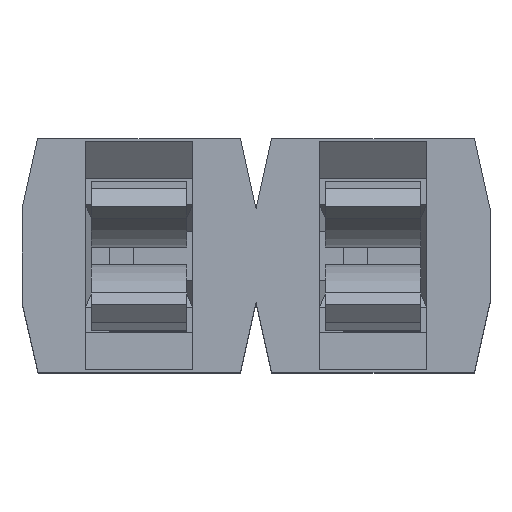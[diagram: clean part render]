
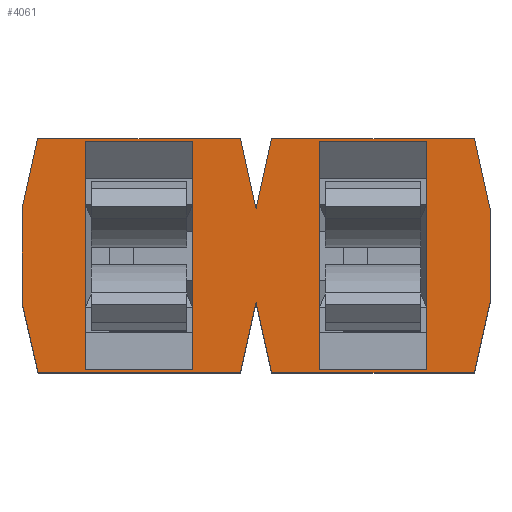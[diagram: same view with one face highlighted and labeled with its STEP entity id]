
A CAD part, top view. The second image highlights one B-rep face of the part: STEP entity #4061.
In plain terms, the highlighted face is planar.
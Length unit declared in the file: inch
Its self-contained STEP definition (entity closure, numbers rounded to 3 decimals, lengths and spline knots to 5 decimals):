
#139=FACE_BOUND('',#392,.T.);
#140=FACE_BOUND('',#393,.T.);
#175=FACE_OUTER_BOUND('',#391,.T.);
#391=EDGE_LOOP('',(#2827,#2828,#2829,#2830,#2831,#2832,#2833,#2834,#2835,
#2836,#2837,#2838,#2839,#2840));
#392=EDGE_LOOP('',(#2841,#2842,#2843,#2844));
#393=EDGE_LOOP('',(#2845,#2846,#2847,#2848));
#575=LINE('',#5651,#1111);
#579=LINE('',#5658,#1115);
#586=LINE('',#5674,#1122);
#644=LINE('',#5788,#1180);
#646=LINE('',#5792,#1182);
#649=LINE('',#5798,#1185);
#651=LINE('',#5802,#1187);
#688=LINE('',#5876,#1224);
#707=LINE('',#5912,#1243);
#709=LINE('',#5915,#1245);
#710=LINE('',#5916,#1246);
#711=LINE('',#5918,#1247);
#712=LINE('',#5920,#1248);
#713=LINE('',#5922,#1249);
#714=LINE('',#5924,#1250);
#715=LINE('',#5925,#1251);
#716=LINE('',#5926,#1252);
#717=LINE('',#5927,#1253);
#718=LINE('',#5930,#1254);
#719=LINE('',#5932,#1255);
#720=LINE('',#5934,#1256);
#721=LINE('',#5935,#1257);
#1111=VECTOR('',#4539,0.04);
#1115=VECTOR('',#4545,0.03078);
#1122=VECTOR('',#4554,0.0867);
#1180=VECTOR('',#4632,0.03073);
#1182=VECTOR('',#4636,0.03073);
#1185=VECTOR('',#4641,0.03073);
#1187=VECTOR('',#4645,0.03073);
#1224=VECTOR('',#4700,0.046);
#1243=VECTOR('',#4737,0.046);
#1245=VECTOR('',#4741,0.03073);
#1246=VECTOR('',#4742,0.08648);
#1247=VECTOR('',#4743,0.0867);
#1248=VECTOR('',#4744,0.03073);
#1249=VECTOR('',#4745,0.04);
#1250=VECTOR('',#4746,0.03073);
#1251=VECTOR('',#4747,0.0867);
#1252=VECTOR('',#4748,0.0975);
#1253=VECTOR('',#4749,0.0975);
#1254=VECTOR('',#4750,0.0975);
#1255=VECTOR('',#4751,0.046);
#1256=VECTOR('',#4752,0.0975);
#1257=VECTOR('',#4753,0.046);
#1647=VERTEX_POINT('',#5648);
#1648=VERTEX_POINT('',#5650);
#1650=VERTEX_POINT('',#5656);
#1657=VERTEX_POINT('',#5671);
#1658=VERTEX_POINT('',#5673);
#1704=VERTEX_POINT('',#5787);
#1705=VERTEX_POINT('',#5791);
#1706=VERTEX_POINT('',#5795);
#1707=VERTEX_POINT('',#5797);
#1708=VERTEX_POINT('',#5801);
#1734=VERTEX_POINT('',#5870);
#1736=VERTEX_POINT('',#5874);
#1743=VERTEX_POINT('',#5909);
#1744=VERTEX_POINT('',#5911);
#1745=VERTEX_POINT('',#5917);
#1746=VERTEX_POINT('',#5919);
#1747=VERTEX_POINT('',#5921);
#1748=VERTEX_POINT('',#5923);
#1749=VERTEX_POINT('',#5928);
#1750=VERTEX_POINT('',#5929);
#1751=VERTEX_POINT('',#5931);
#1752=VERTEX_POINT('',#5933);
#2043=EDGE_CURVE('',#1648,#1647,#575,.T.);
#2047=EDGE_CURVE('',#1647,#1650,#579,.T.);
#2054=EDGE_CURVE('',#1658,#1657,#586,.T.);
#2112=EDGE_CURVE('',#1704,#1658,#644,.T.);
#2114=EDGE_CURVE('',#1705,#1704,#646,.T.);
#2117=EDGE_CURVE('',#1707,#1706,#649,.T.);
#2119=EDGE_CURVE('',#1708,#1707,#651,.T.);
#2156=EDGE_CURVE('',#1736,#1734,#688,.T.);
#2175=EDGE_CURVE('',#1743,#1744,#707,.T.);
#2177=EDGE_CURVE('',#1657,#1648,#709,.T.);
#2178=EDGE_CURVE('',#1650,#1708,#710,.T.);
#2179=EDGE_CURVE('',#1706,#1745,#711,.T.);
#2180=EDGE_CURVE('',#1745,#1746,#712,.T.);
#2181=EDGE_CURVE('',#1746,#1747,#713,.T.);
#2182=EDGE_CURVE('',#1747,#1748,#714,.T.);
#2183=EDGE_CURVE('',#1748,#1705,#715,.T.);
#2184=EDGE_CURVE('',#1734,#1743,#716,.T.);
#2185=EDGE_CURVE('',#1744,#1736,#717,.T.);
#2186=EDGE_CURVE('',#1749,#1750,#718,.T.);
#2187=EDGE_CURVE('',#1751,#1749,#719,.T.);
#2188=EDGE_CURVE('',#1752,#1751,#720,.T.);
#2189=EDGE_CURVE('',#1750,#1752,#721,.T.);
#2827=ORIENTED_EDGE('',*,*,#2112,.T.);
#2828=ORIENTED_EDGE('',*,*,#2054,.T.);
#2829=ORIENTED_EDGE('',*,*,#2177,.T.);
#2830=ORIENTED_EDGE('',*,*,#2043,.T.);
#2831=ORIENTED_EDGE('',*,*,#2047,.T.);
#2832=ORIENTED_EDGE('',*,*,#2178,.T.);
#2833=ORIENTED_EDGE('',*,*,#2119,.T.);
#2834=ORIENTED_EDGE('',*,*,#2117,.T.);
#2835=ORIENTED_EDGE('',*,*,#2179,.T.);
#2836=ORIENTED_EDGE('',*,*,#2180,.T.);
#2837=ORIENTED_EDGE('',*,*,#2181,.T.);
#2838=ORIENTED_EDGE('',*,*,#2182,.T.);
#2839=ORIENTED_EDGE('',*,*,#2183,.T.);
#2840=ORIENTED_EDGE('',*,*,#2114,.T.);
#2841=ORIENTED_EDGE('',*,*,#2175,.F.);
#2842=ORIENTED_EDGE('',*,*,#2184,.F.);
#2843=ORIENTED_EDGE('',*,*,#2156,.F.);
#2844=ORIENTED_EDGE('',*,*,#2185,.F.);
#2845=ORIENTED_EDGE('',*,*,#2186,.F.);
#2846=ORIENTED_EDGE('',*,*,#2187,.F.);
#2847=ORIENTED_EDGE('',*,*,#2188,.F.);
#2848=ORIENTED_EDGE('',*,*,#2189,.F.);
#3875=PLANE('',#4281);
#4061=ADVANCED_FACE('',(#175,#139,#140),#3875,.T.);
#4281=AXIS2_PLACEMENT_3D('',#5914,#4739,#4740);
#4539=DIRECTION('',(0.,0.,1.));
#4545=DIRECTION('',(0.223,0.,0.975));
#4554=DIRECTION('',(-1.,0.,0.));
#4632=DIRECTION('',(-0.216,0.,-0.976));
#4636=DIRECTION('',(-0.216,0.,0.976));
#4641=DIRECTION('',(0.216,0.,0.976));
#4645=DIRECTION('',(0.216,0.,-0.976));
#4700=DIRECTION('',(1.,0.,0.));
#4737=DIRECTION('',(-1.,0.,0.));
#4739=DIRECTION('center_axis',(0.,1.,0.));
#4740=DIRECTION('ref_axis',(0.,0.,1.));
#4741=DIRECTION('',(-0.216,0.,0.976));
#4742=DIRECTION('',(1.,0.,0.));
#4743=DIRECTION('',(1.,0.,0.));
#4744=DIRECTION('',(0.216,0.,-0.976));
#4745=DIRECTION('',(0.,0.,-1.));
#4746=DIRECTION('',(-0.216,0.,-0.976));
#4747=DIRECTION('',(-1.,0.,0.));
#4748=DIRECTION('',(0.,0.,-1.));
#4749=DIRECTION('',(0.,0.,1.));
#4750=DIRECTION('',(0.,0.,-1.));
#4751=DIRECTION('',(1.,0.,0.));
#4752=DIRECTION('',(0.,0.,1.));
#4753=DIRECTION('',(-1.,0.,0.));
#5648=CARTESIAN_POINT('',(-0.1,0.235,0.02));
#5650=CARTESIAN_POINT('',(-0.1,0.235,-0.02));
#5651=CARTESIAN_POINT('',(-0.1,0.235,-0.02));
#5656=CARTESIAN_POINT('',(-0.09313,0.235,0.05));
#5658=CARTESIAN_POINT('',(-0.1,0.235,0.02));
#5671=CARTESIAN_POINT('',(-0.09335,0.235,-0.05));
#5673=CARTESIAN_POINT('',(-0.00665,0.235,-0.05));
#5674=CARTESIAN_POINT('',(0.09335,0.235,-0.05));
#5787=CARTESIAN_POINT('',(0.,0.235,-0.02));
#5788=CARTESIAN_POINT('',(0.,0.235,-0.02));
#5791=CARTESIAN_POINT('',(0.00665,0.235,-0.05));
#5792=CARTESIAN_POINT('',(0.00665,0.235,-0.05));
#5795=CARTESIAN_POINT('',(0.00665,0.235,0.05));
#5797=CARTESIAN_POINT('',(0.,0.235,0.02));
#5798=CARTESIAN_POINT('',(0.,0.235,0.02));
#5801=CARTESIAN_POINT('',(-0.00665,0.235,0.05));
#5802=CARTESIAN_POINT('',(-0.00665,0.235,0.05));
#5870=CARTESIAN_POINT('',(-0.027,0.235,0.04875));
#5874=CARTESIAN_POINT('',(-0.073,0.235,0.04875));
#5876=CARTESIAN_POINT('',(0.0365,0.235,0.04875));
#5909=CARTESIAN_POINT('',(-0.027,0.235,-0.04875));
#5911=CARTESIAN_POINT('',(-0.073,0.235,-0.04875));
#5912=CARTESIAN_POINT('',(0.0365,0.235,-0.04875));
#5914=CARTESIAN_POINT('Origin',(0.,0.235,0.));
#5915=CARTESIAN_POINT('',(-0.09335,0.235,-0.05));
#5916=CARTESIAN_POINT('',(-0.09313,0.235,0.05));
#5917=CARTESIAN_POINT('',(0.09335,0.235,0.05));
#5918=CARTESIAN_POINT('',(-0.09313,0.235,0.05));
#5919=CARTESIAN_POINT('',(0.1,0.235,0.02));
#5920=CARTESIAN_POINT('',(0.09335,0.235,0.05));
#5921=CARTESIAN_POINT('',(0.1,0.235,-0.02));
#5922=CARTESIAN_POINT('',(0.1,0.235,0.02));
#5923=CARTESIAN_POINT('',(0.09335,0.235,-0.05));
#5924=CARTESIAN_POINT('',(0.1,0.235,-0.02));
#5925=CARTESIAN_POINT('',(0.09335,0.235,-0.05));
#5926=CARTESIAN_POINT('',(-0.027,0.235,0.047));
#5927=CARTESIAN_POINT('',(-0.073,0.235,-0.047));
#5928=CARTESIAN_POINT('',(0.073,0.235,0.04875));
#5929=CARTESIAN_POINT('',(0.073,0.235,-0.04875));
#5930=CARTESIAN_POINT('',(0.073,0.235,0.047));
#5931=CARTESIAN_POINT('',(0.027,0.235,0.04875));
#5932=CARTESIAN_POINT('',(0.0365,0.235,0.04875));
#5933=CARTESIAN_POINT('',(0.027,0.235,-0.04875));
#5934=CARTESIAN_POINT('',(0.027,0.235,-0.047));
#5935=CARTESIAN_POINT('',(0.0365,0.235,-0.04875));
